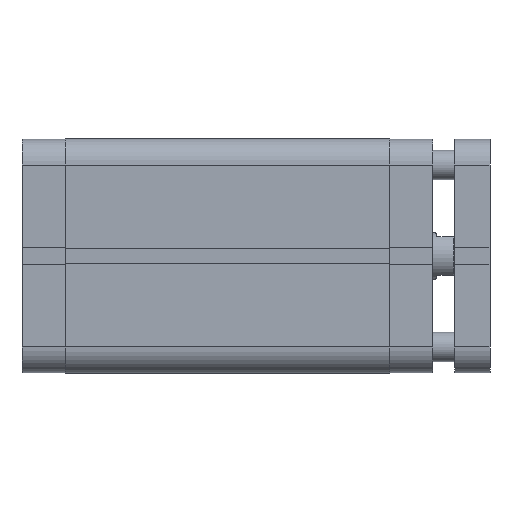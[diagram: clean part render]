
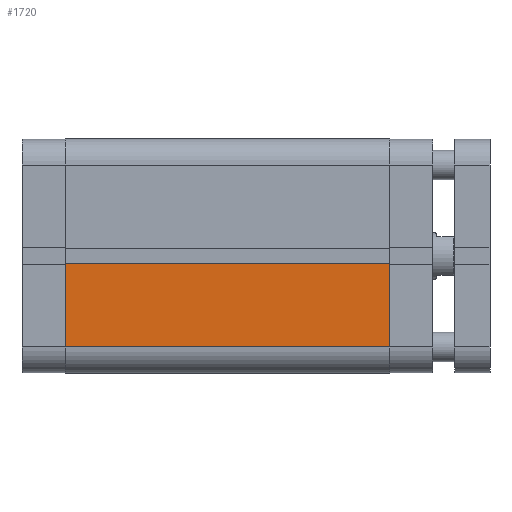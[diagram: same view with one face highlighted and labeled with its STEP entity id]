
A CAD part, front view. The second image highlights one B-rep face of the part: STEP entity #1720.
In plain terms, the highlighted planar face has unit normal (0, -1, 0).
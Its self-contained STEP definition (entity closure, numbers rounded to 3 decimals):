
#630 = CARTESIAN_POINT ( 'NONE',  ( -31., -40., 0. ) ) ;
#631 = CARTESIAN_POINT ( 'NONE',  ( -31., -40., 110.5 ) ) ;
#632 = CARTESIAN_POINT ( 'NONE',  ( -2.6, -40., 0. ) ) ;
#633 = CARTESIAN_POINT ( 'NONE',  ( -2.6, -40., 110.5 ) ) ;
#1720 = ADVANCED_FACE ( 'NONE', ( #5565 ), #3737, .F. ) ;
#1992 = CARTESIAN_POINT ( 'NONE',  ( 0., -40., 0. ) ) ;
#1994 = CARTESIAN_POINT ( 'NONE',  ( -2.6, -40., 110.5 ) ) ;
#1995 = DIRECTION ( 'NONE',  ( 1., 0., 0. ) ) ;
#1998 = DIRECTION ( 'NONE',  ( 0., 0., -1. ) ) ;
#2009 = CARTESIAN_POINT ( 'NONE',  ( -31., -40., 110.5 ) ) ;
#2012 = DIRECTION ( 'NONE',  ( 0., 0., -1. ) ) ;
#2013 = CARTESIAN_POINT ( 'NONE',  ( 0., -40., 110.5 ) ) ;
#2014 = DIRECTION ( 'NONE',  ( 1., 0., 0. ) ) ;
#2521 = VERTEX_POINT ( 'NONE', #630 ) ;
#2522 = VERTEX_POINT ( 'NONE', #631 ) ;
#2524 = VERTEX_POINT ( 'NONE', #632 ) ;
#2526 = VERTEX_POINT ( 'NONE', #633 ) ;
#3736 = CARTESIAN_POINT ( 'NONE',  ( 0., -40., 110.5 ) ) ;
#3737 = PLANE ( 'NONE',  #7598 ) ;
#3739 = DIRECTION ( 'NONE',  ( 0., 1., 0. ) ) ;
#3740 = DIRECTION ( 'NONE',  ( 0., 0., 1. ) ) ;
#5122 = EDGE_LOOP ( 'NONE', ( #8517, #8518, #8526, #8494 ) ) ;
#5565 = FACE_OUTER_BOUND ( 'NONE', #5122, .T. ) ;
#6481 = LINE ( 'NONE', #1994, #6499 ) ;
#6486 = LINE ( 'NONE', #1992, #6497 ) ;
#6497 = VECTOR ( 'NONE', #1995, 1000. ) ;
#6499 = VECTOR ( 'NONE', #1998, 1000. ) ;
#6503 = LINE ( 'NONE', #2009, #6508 ) ;
#6508 = VECTOR ( 'NONE', #2012, 1000. ) ;
#6510 = LINE ( 'NONE', #2013, #6511 ) ;
#6511 = VECTOR ( 'NONE', #2014, 1000. ) ;
#7170 = EDGE_CURVE ( 'NONE', #2521, #2524, #6486, .T. ) ;
#7171 = EDGE_CURVE ( 'NONE', #2526, #2524, #6481, .T. ) ;
#7177 = EDGE_CURVE ( 'NONE', #2522, #2521, #6503, .T. ) ;
#7178 = EDGE_CURVE ( 'NONE', #2522, #2526, #6510, .T. ) ;
#7598 = AXIS2_PLACEMENT_3D ( 'NONE', #3736, #3739, #3740 ) ;
#8494 = ORIENTED_EDGE ( 'NONE', *, *, #7177, .T. ) ;
#8517 = ORIENTED_EDGE ( 'NONE', *, *, #7170, .T. ) ;
#8518 = ORIENTED_EDGE ( 'NONE', *, *, #7171, .F. ) ;
#8526 = ORIENTED_EDGE ( 'NONE', *, *, #7178, .F. ) ;
